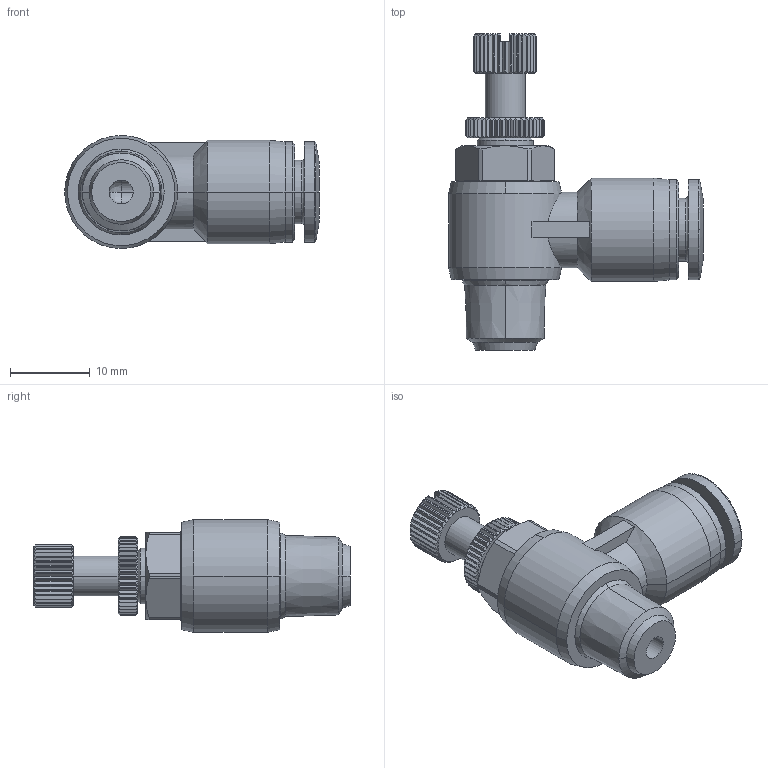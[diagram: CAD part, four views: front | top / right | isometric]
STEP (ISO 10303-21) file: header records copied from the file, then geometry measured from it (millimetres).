
FILE_DESCRIPTION (( 'STEP AP214' ), '1' );
FILE_NAME ('FVR14-18N.step', '2016-02-24T20:35:53', ( '' ), ( '' ), 'SwSTEP 2.0', 'SolidWorks 2015', '' );
FILE_SCHEMA (( 'AUTOMOTIVE_DESIGN' ));
Length unit declared in the file: inch
Products named in the file (1): FVR14-18N
Bounding box: 32 x 39.8 x 14.2 mm (x, y, z)
Volume: 4979.8 mm3; surface area: 3251.2 mm2
Topology: 1 solids, 1 shells, 507 faces, 1140 edges, 642 vertices
Faces by surface type: plane 198, cone 186, cylinder 113, bspline 8, torus 2
Entity records: 20945 total; most frequent: CARTESIAN_POINT 3527, ORIENTED_EDGE 2276, DIRECTION 2252, EDGE_CURVE 1138, AXIS2_PLACEMENT_3D 955, VERTEX_POINT 642, EDGE_LOOP 518, UNCERTAINTY_MEASURE_WITH_UNIT 510
